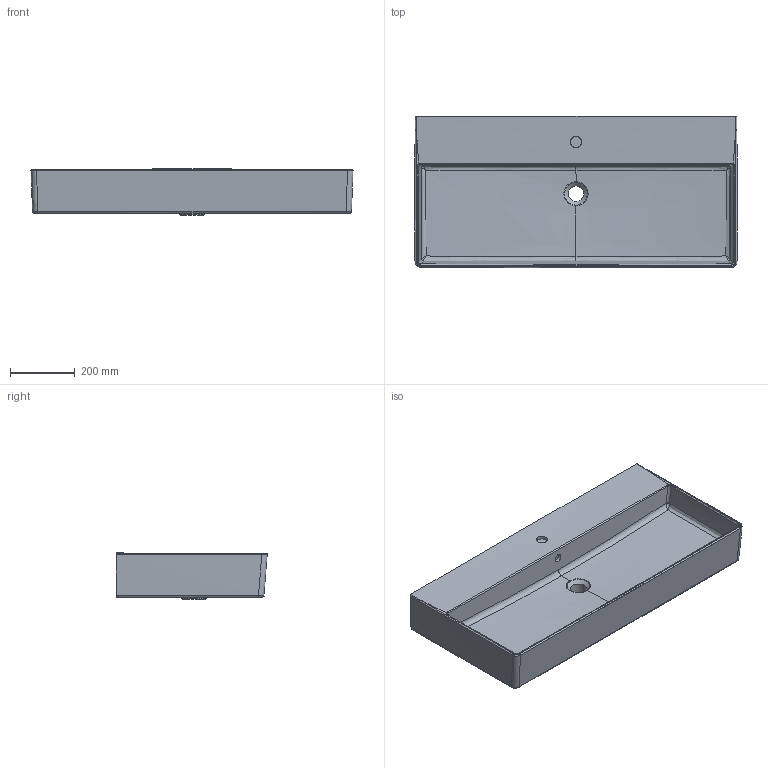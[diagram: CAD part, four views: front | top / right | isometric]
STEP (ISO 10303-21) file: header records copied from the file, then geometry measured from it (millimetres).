
FILE_DESCRIPTION(/* description */ (''),/* implementation_level */ '2;1');
FILE_NAME(/* name */ '4A22A5_Memento 2.0 WT 100.stp',/* time_stamp */ '2018-11-23T13:00:51+01:00',/* author */ (''),/* organization */ (''),/* preprocessor_version */ 'ST-DEVELOPER v16',/* originating_system */ 'SIEMENS PLM Software NX 10.0',/* authorisation */ '');
FILE_SCHEMA (('AUTOMOTIVE_DESIGN { 1 0 10303 214 3 1 1 1 }'));
Length unit declared in the file: millimetre
Products named in the file (1): Sier1974F9F1muwa
Bounding box: 999.08 x 469.4 x 143.58 mm (x, y, z)
Volume: 32855041.7 mm3; surface area: 1491591.8 mm2
Topology: 1 solids, 1 shells, 188 faces, 464 edges, 281 vertices
Faces by surface type: bspline 105, torus 27, plane 23, cylinder 17, cone 11, extrusion 3, sphere 2
Full cylindrical faces by diameter (mm): 48.48 x1
Entity records: 10838 total; most frequent: CARTESIAN_POINT 7241, ORIENTED_EDGE 878, DIRECTION 556, EDGE_CURVE 439, VERTEX_POINT 273, AXIS2_PLACEMENT_3D 254, EDGE_LOOP 208, B_SPLINE_CURVE_WITH_KNOTS 194
